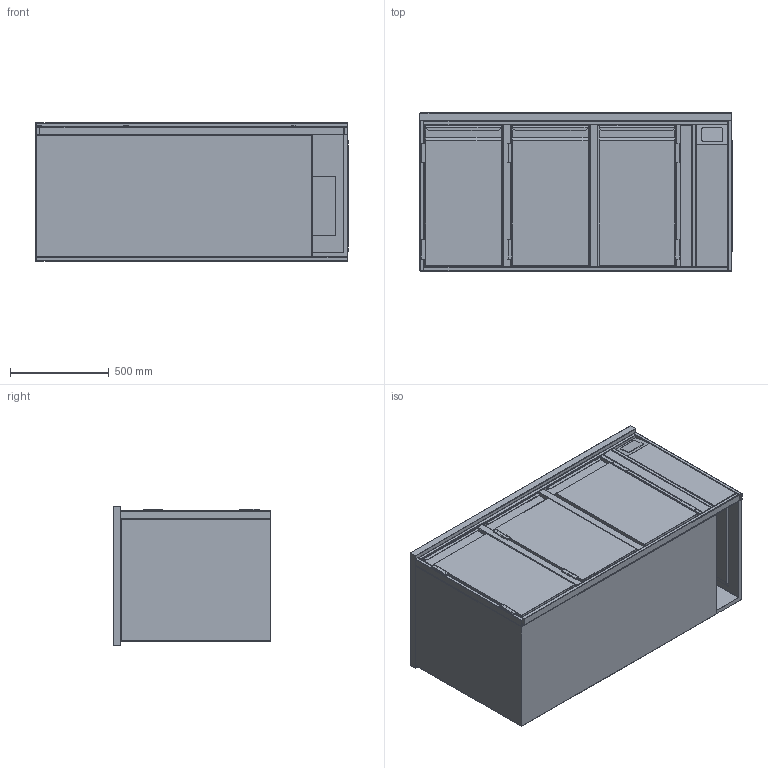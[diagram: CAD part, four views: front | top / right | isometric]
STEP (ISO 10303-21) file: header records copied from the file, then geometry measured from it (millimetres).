
FILE_DESCRIPTION (( 'STEP AP214' ), '1' );
FILE_NAME ('SZ-3-76-Z-R-3T-V03_55.step', '2025-02-25T08:33:08', ( '' ), ( '' ), 'SwSTEP 2.0', 'SolidWorks 2023', '' );
FILE_SCHEMA (( 'AUTOMOTIVE_DESIGN' ));
Length unit declared in the file: millimetre
Products named in the file (12): 24-02-55011_G-KT-Fach-Z-R-180-660-760; 20-03-43319_G-SA-Einbauelement-Tür-400-660-760-L; 20-03-43331_G-KT-Auflage-400-660-mit-Rost; 20-03-43318_G-KT-Rahmen-Tür-400-760; 18-06-35404_TUER-385-705-L; 18-06-35404_TUER-385-705-R; 20-03-43319_G-SA-Einbauelement-Tür-400-660-760-R; 21-01-47566_G-SA-FRR-760-1580--1400B-1SV60-180; 25-02-56863_Oberplatte-1580-700-40-R; 25-02-56864_G-SA-Korpus-1400-660-760-R; SZ-3-76-Z-R-3T-V03_55; 20-03-43331_G-KT-Auflage-400-660-Ohne-Rost
Assembly tree (15 placements, depth 3):
  SZ-3-76-Z-R-3T-V03_55
    25-02-56864_G-SA-Korpus-1400-660-760-R
    21-01-47566_G-SA-FRR-760-1580--1400B-1SV60-180
    24-02-55011_G-KT-Fach-Z-R-180-660-760
    20-03-43319_G-SA-Einbauelement-Tür-400-660-760-L  x2
      20-03-43318_G-KT-Rahmen-Tür-400-760
      18-06-35404_TUER-385-705-L
      20-03-43331_G-KT-Auflage-400-660-Ohne-Rost
      20-03-43331_G-KT-Auflage-400-660-mit-Rost
    20-03-43319_G-SA-Einbauelement-Tür-400-660-760-R
      20-03-43318_G-KT-Rahmen-Tür-400-760
      18-06-35404_TUER-385-705-R
      20-03-43331_G-KT-Auflage-400-660-Ohne-Rost
      20-03-43331_G-KT-Auflage-400-660-mit-Rost
    25-02-56863_Oberplatte-1580-700-40-R
Bounding box: 1581 x 800 x 700 mm (x, y, z)
Volume: 207466926.9 mm3; surface area: 18880875.5 mm2
Topology: 44 solids, 44 shells, 2389 faces, 6352 edges, 4028 vertices
Faces by surface type: cylinder 1478, plane 772, torus 48, sphere 46, bspline 45
Entity records: 38045 total; most frequent: CARTESIAN_POINT 7304, DIRECTION 6485, ORIENTED_EDGE 6074, EDGE_CURVE 3037, AXIS2_PLACEMENT_3D 2379, VERTEX_POINT 1922, VECTOR 1727, LINE 1727
